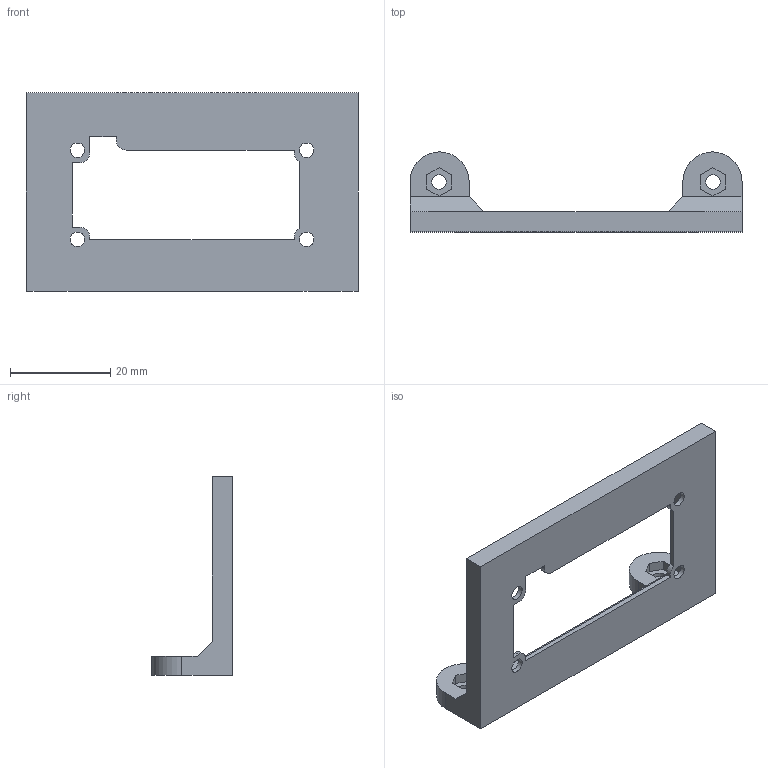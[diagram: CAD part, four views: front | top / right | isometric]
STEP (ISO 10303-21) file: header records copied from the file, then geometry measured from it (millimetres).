
FILE_DESCRIPTION(/* description */ ('STEP AP242','CAx-IF Rec.Pracs.---Representation and Presentation of Product Manufacturing Information (PMI)---4.0---2014-10-13','CAx-IF Rec.Pracs.---3D Tessellated Geometry---0.4---2014-09-14','2;1'),/* implementation_level */ '2;1');
FILE_NAME(/* name */ '642362c406b4aa79901b45c8',/* time_stamp */ '2023-03-28T21:57:25+00:00',/* author */ (''),/* organization */ (''),/* preprocessor_version */ 'ST-DEVELOPER v18.102',/* originating_system */ ' ',/* authorisation */ ' ');
FILE_SCHEMA (('AP242_MANAGED_MODEL_BASED_3D_ENGINEERING_MIM_LF { 1 0 10303 442 1 1 4 }'));
Length unit declared in the file: metre
Products named in the file (1): FrontPanel
Bounding box: 66.23 x 16 x 39.6 mm (x, y, z)
Volume: 6982.8 mm3; surface area: 5755.8 mm2
Topology: 1 solids, 1 shells, 63 faces, 175 edges, 116 vertices
Faces by surface type: plane 48, cylinder 15
Full cylindrical faces by diameter (mm): 2.9 x6
Entity records: 2023 total; most frequent: CARTESIAN_POINT 349, ORIENTED_EDGE 338, DIRECTION 327, EDGE_CURVE 169, LINE 139, VECTOR 139, VERTEX_POINT 116, AXIS2_PLACEMENT_3D 94
